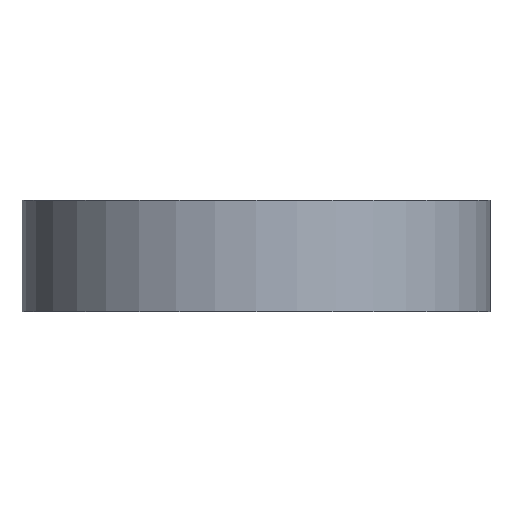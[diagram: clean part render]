
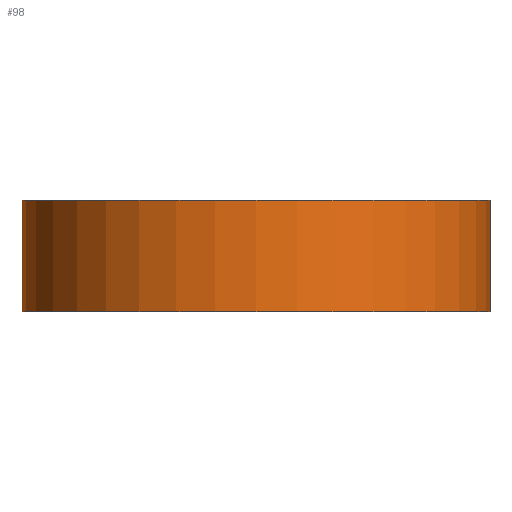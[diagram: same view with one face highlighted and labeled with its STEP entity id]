
A CAD part, front view. The second image highlights one B-rep face of the part: STEP entity #98.
In plain terms, the highlighted cylindrical face has radius 40 mm (diameter 80 mm), a partial arc.
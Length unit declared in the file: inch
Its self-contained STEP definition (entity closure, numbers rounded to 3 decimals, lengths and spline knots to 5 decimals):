
#23 = CYLINDRICAL_SURFACE ( 'NONE', #1672, 1.5748 ) ;
#55 = DIRECTION ( 'NONE',  ( 1., 0., 0. ) ) ;
#97 = DIRECTION ( 'NONE',  ( 0., 0., 1. ) ) ;
#98 = ADVANCED_FACE ( 'NONE', ( #1291 ), #23, .T. ) ;
#163 = EDGE_CURVE ( 'NONE', #1028, #975, #360, .T. ) ;
#189 = DIRECTION ( 'NONE',  ( 0., 0., -1. ) ) ;
#264 = CIRCLE ( 'NONE', #1299, 1.5748 ) ;
#301 = CARTESIAN_POINT ( 'NONE',  ( 0., 0., 0.74803 ) ) ;
#360 = LINE ( 'NONE', #917, #991 ) ;
#569 = VERTEX_POINT ( 'NONE', #885 ) ;
#587 = DIRECTION ( 'NONE',  ( 0., 0., -1. ) ) ;
#625 = EDGE_CURVE ( 'NONE', #785, #569, #896, .T. ) ;
#633 = ORIENTED_EDGE ( 'NONE', *, *, #625, .T. ) ;
#685 = VECTOR ( 'NONE', #189, 39.37008 ) ;
#689 = EDGE_CURVE ( 'NONE', #569, #975, #264, .T. ) ;
#785 = VERTEX_POINT ( 'NONE', #1404 ) ;
#804 = CARTESIAN_POINT ( 'NONE',  ( 0., 0., 0. ) ) ;
#885 = CARTESIAN_POINT ( 'NONE',  ( -1.5748, 0., 0. ) ) ;
#896 = LINE ( 'NONE', #1464, #685 ) ;
#917 = CARTESIAN_POINT ( 'NONE',  ( 1.5748, 0., 0.74803 ) ) ;
#975 = VERTEX_POINT ( 'NONE', #1369 ) ;
#991 = VECTOR ( 'NONE', #1793, 39.37008 ) ;
#1004 = EDGE_CURVE ( 'NONE', #785, #1028, #1549, .T. ) ;
#1028 = VERTEX_POINT ( 'NONE', #1618 ) ;
#1064 = EDGE_LOOP ( 'NONE', ( #1264, #1803, #633, #1131 ) ) ;
#1131 = ORIENTED_EDGE ( 'NONE', *, *, #689, .T. ) ;
#1133 = AXIS2_PLACEMENT_3D ( 'NONE', #1488, #97, #55 ) ;
#1264 = ORIENTED_EDGE ( 'NONE', *, *, #163, .F. ) ;
#1291 = FACE_OUTER_BOUND ( 'NONE', #1064, .T. ) ;
#1299 = AXIS2_PLACEMENT_3D ( 'NONE', #804, #1650, #1797 ) ;
#1369 = CARTESIAN_POINT ( 'NONE',  ( 1.5748, 0., 0. ) ) ;
#1404 = CARTESIAN_POINT ( 'NONE',  ( -1.5748, 0., 0.74803 ) ) ;
#1464 = CARTESIAN_POINT ( 'NONE',  ( -1.5748, 0., 0.74803 ) ) ;
#1488 = CARTESIAN_POINT ( 'NONE',  ( 0., 0., 0.74803 ) ) ;
#1549 = CIRCLE ( 'NONE', #1133, 1.5748 ) ;
#1599 = DIRECTION ( 'NONE',  ( -1., 0., 0. ) ) ;
#1618 = CARTESIAN_POINT ( 'NONE',  ( 1.5748, 0., 0.74803 ) ) ;
#1650 = DIRECTION ( 'NONE',  ( 0., 0., 1. ) ) ;
#1672 = AXIS2_PLACEMENT_3D ( 'NONE', #301, #587, #1599 ) ;
#1793 = DIRECTION ( 'NONE',  ( 0., 0., -1. ) ) ;
#1797 = DIRECTION ( 'NONE',  ( 1., 0., 0. ) ) ;
#1803 = ORIENTED_EDGE ( 'NONE', *, *, #1004, .F. ) ;
